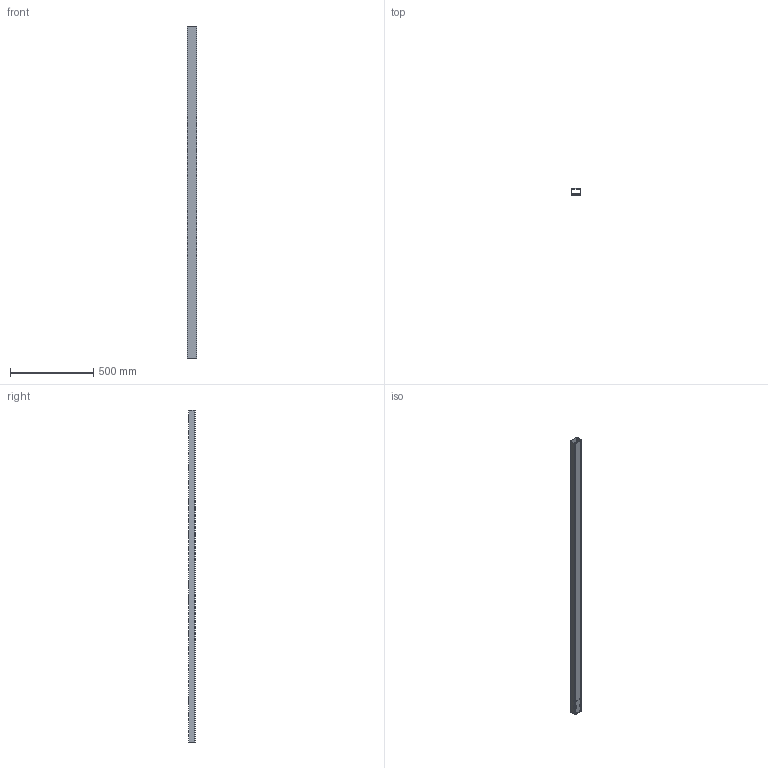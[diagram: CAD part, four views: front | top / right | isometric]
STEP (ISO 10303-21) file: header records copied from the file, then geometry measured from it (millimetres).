
FILE_DESCRIPTION (( 'STEP AP203' ), '1' );
FILE_NAME ('W930-KTK-SP (LFG40x57 - KHK60 -Konstruktionsänderung)-(SO2025.09.23).STEP', '2025-09-23T11:26:10', ( '' ), ( '' ), 'SwSTEP 2.0', 'SolidWorks 2019', '' );
FILE_SCHEMA (( 'CONFIG_CONTROL_DESIGN' ));
Length unit declared in the file: millimetre
Products named in the file (3): W930-KTK-SP (LFG40x57 - KHK60 -Konstruktionsänderung)-(SO2025.09.23); W930_2025-05-19_WZ-1242_KHK 60 V03_3D part shipment(SO-1); Werkzeugprofil_LFG 40x57_(W893_W894_W895_W896_W933)_(Kopie für Änderung W930-KHK60_2025.09.22_SO)
Assembly tree (2 placements, depth 2):
  W930-KTK-SP (LFG40x57 - KHK60 -Konstruktionsänderung)-(SO2025.09.23)
    Werkzeugprofil_LFG 40x57_(W893_W894_W895_W896_W933)_(Kopie für Änderung W930-KHK60_2025.09.22_SO)
    W930_2025-05-19_WZ-1242_KHK 60 V03_3D part shipment(SO-1)
Bounding box: 57 x 40 x 2000 mm (x, y, z)
Volume: 601690 mm3; surface area: 914729.3 mm2
Topology: 3 solids, 3 shells, 2196 faces, 5639 edges, 3444 vertices
Faces by surface type: cylinder 942, plane 819, bspline 419, cone 16
Entity records: 82257 total; most frequent: CARTESIAN_POINT 32104, ORIENTED_EDGE 11214, DIRECTION 9167, EDGE_CURVE 5607, VERTEX_POINT 3444, AXIS2_PLACEMENT_3D 3056, LINE 3055, VECTOR 3055
